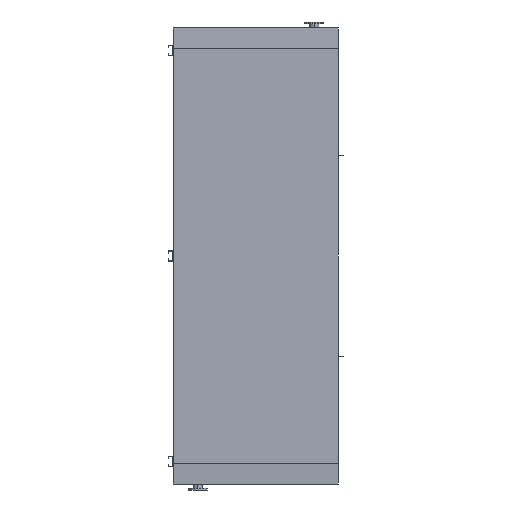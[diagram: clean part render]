
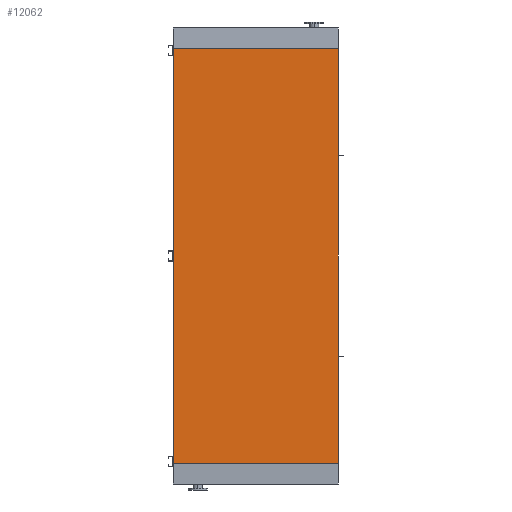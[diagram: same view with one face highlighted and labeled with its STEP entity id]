
A CAD part, front view. The second image highlights one B-rep face of the part: STEP entity #12062.
In plain terms, the highlighted planar face has unit normal (0, -1, 0).
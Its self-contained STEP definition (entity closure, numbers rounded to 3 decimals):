
#227 = DIRECTION ( 'NONE',  ( 1., 0., 0. ) ) ;
#1194 = CARTESIAN_POINT ( 'NONE',  ( 965., 0., -4850. ) ) ;
#2406 = LINE ( 'NONE', #13636, #4835 ) ;
#3229 = CARTESIAN_POINT ( 'NONE',  ( -965., 0., -4850. ) ) ;
#4452 = PLANE ( 'NONE',  #9057 ) ;
#4595 = DIRECTION ( 'NONE',  ( 0., -1., 0. ) ) ;
#4835 = VECTOR ( 'NONE', #227, 1000. ) ;
#4861 = LINE ( 'NONE', #9244, #11291 ) ;
#5443 = EDGE_CURVE ( 'NONE', #9359, #7328, #11087, .T. ) ;
#5562 = DIRECTION ( 'NONE',  ( 0., 0., 1. ) ) ;
#5692 = FACE_OUTER_BOUND ( 'NONE', #11271, .T. ) ;
#5933 = VECTOR ( 'NONE', #9712, 1000. ) ;
#6174 = ORIENTED_EDGE ( 'NONE', *, *, #10997, .T. ) ;
#6185 = EDGE_CURVE ( 'NONE', #9754, #13135, #11034, .T. ) ;
#6612 = CARTESIAN_POINT ( 'NONE',  ( 965., 0., 0. ) ) ;
#7328 = VERTEX_POINT ( 'NONE', #6612 ) ;
#7500 = EDGE_CURVE ( 'NONE', #13135, #7328, #4861, .T. ) ;
#7774 = VECTOR ( 'NONE', #5562, 1000. ) ;
#9057 = AXIS2_PLACEMENT_3D ( 'NONE', #11235, #4595, #13348 ) ;
#9244 = CARTESIAN_POINT ( 'NONE',  ( -965., 0., 0. ) ) ;
#9359 = VERTEX_POINT ( 'NONE', #1194 ) ;
#9712 = DIRECTION ( 'NONE',  ( 0., 0., 1. ) ) ;
#9754 = VERTEX_POINT ( 'NONE', #9860 ) ;
#9792 = ORIENTED_EDGE ( 'NONE', *, *, #7500, .F. ) ;
#9860 = CARTESIAN_POINT ( 'NONE',  ( -965., 0., -4850. ) ) ;
#10997 = EDGE_CURVE ( 'NONE', #9754, #9359, #2406, .T. ) ;
#11034 = LINE ( 'NONE', #3229, #7774 ) ;
#11087 = LINE ( 'NONE', #12027, #5933 ) ;
#11235 = CARTESIAN_POINT ( 'NONE',  ( -965., 0., -4850. ) ) ;
#11271 = EDGE_LOOP ( 'NONE', ( #9792, #13199, #6174, #11432 ) ) ;
#11291 = VECTOR ( 'NONE', #13754, 1000. ) ;
#11432 = ORIENTED_EDGE ( 'NONE', *, *, #5443, .T. ) ;
#12027 = CARTESIAN_POINT ( 'NONE',  ( 965., 0., -4850. ) ) ;
#12062 = ADVANCED_FACE ( 'NONE', ( #5692 ), #4452, .T. ) ;
#13135 = VERTEX_POINT ( 'NONE', #13884 ) ;
#13199 = ORIENTED_EDGE ( 'NONE', *, *, #6185, .F. ) ;
#13348 = DIRECTION ( 'NONE',  ( 0., 0., -1. ) ) ;
#13636 = CARTESIAN_POINT ( 'NONE',  ( -965., 0., -4850. ) ) ;
#13754 = DIRECTION ( 'NONE',  ( 1., 0., 0. ) ) ;
#13884 = CARTESIAN_POINT ( 'NONE',  ( -965., 0., 0. ) ) ;
